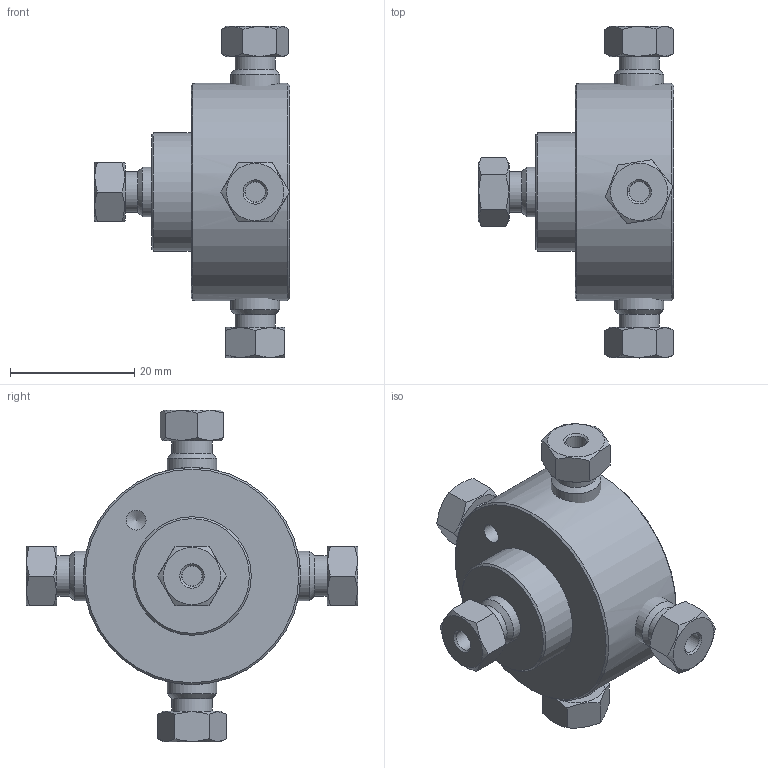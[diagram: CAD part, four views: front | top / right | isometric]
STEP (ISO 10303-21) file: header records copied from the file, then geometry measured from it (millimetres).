
FILE_DESCRIPTION((''),'2;1');
FILE_NAME('305221-Z4M2 Manifold 1-8.stp','2013-08-22T08:39:22',('Franzp'),(''),'Autodesk Inventor 2013','Autodesk Inventor 2013','');
FILE_SCHEMA(('AUTOMOTIVE_DESIGN { 1 0 10303 214 1 1 1 1 }'));
Length unit declared in the file: millimetre
Products named in the file (1): 305221_Shrinkwrap_1
Bounding box: 31.45 x 53.37 x 53.37 mm (x, y, z)
Surface area: 6958.1 mm2 (no closed solid volume)
Topology: 0 solids, 16 shells, 90 faces, 212 edges, 139 vertices
Faces by surface type: plane 48, cone 24, cylinder 18
Full cylindrical faces by diameter (mm): 3.175 x1, 3.3 x5, 6.477 x5, 7.938 x5, 19.05 x1, 34.925 x1
Entity records: 2551 total; most frequent: CARTESIAN_POINT 647, DIRECTION 342, ORIENTED_EDGE 292, EDGE_CURVE 163, AXIS2_PLACEMENT_3D 156, EDGE_LOOP 148, VERTEX_POINT 133, FACE_OUTER_BOUND 90
